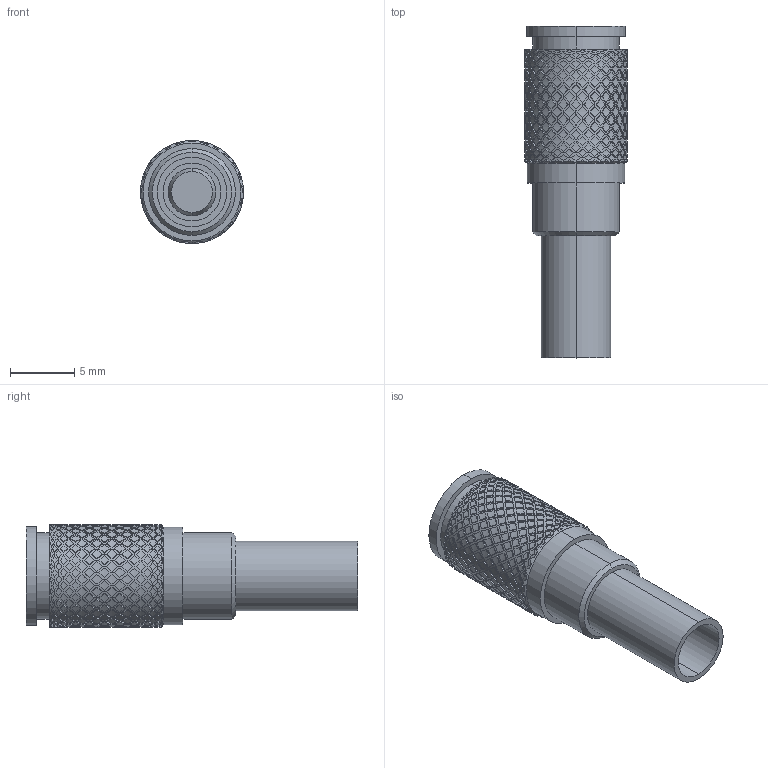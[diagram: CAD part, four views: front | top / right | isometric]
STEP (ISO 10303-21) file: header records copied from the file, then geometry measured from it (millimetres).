
FILE_DESCRIPTION((''),'2;1');
FILE_NAME('1','2021-09-09T',('Administrator'),(''),'PRO/ENGINEER BY PARAMETRIC TECHNOLOGY CORPORATION, 2012090','PRO/ENGINEER BY PARAMETRIC TECHNOLOGY CORPORATION, 2012090','');
FILE_SCHEMA(('CONFIG_CONTROL_DESIGN'));
Products named in the file (1): 1
Bounding box: 8 x 25.8 x 8 mm (x, y, z)
Volume: 697.6 mm3; surface area: 1507.1 mm2
Topology: 1 solids, 3 shells, 3829 faces, 9370 edges, 5559 vertices
Faces by surface type: bspline 2933, cylinder 616, plane 200, cone 76, torus 4
Entity records: 278437 total; most frequent: CARTESIAN_POINT 212912, ORIENTED_EDGE 18740, EDGE_CURVE 9370, B_SPLINE_CURVE_WITH_KNOTS 7384, VERTEX_POINT 5559, DIRECTION 4214, EDGE_LOOP 3845, FACE_OUTER_BOUND 3829
